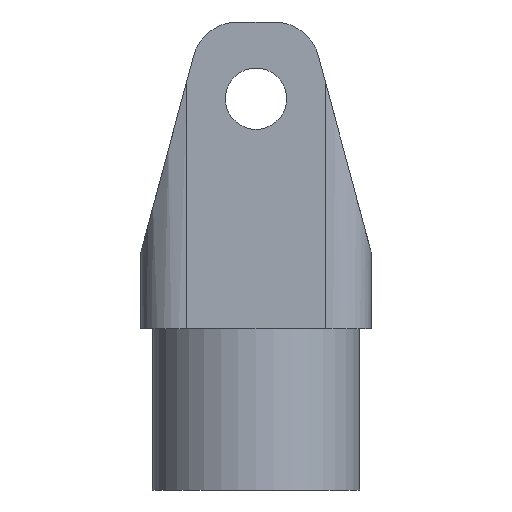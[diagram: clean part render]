
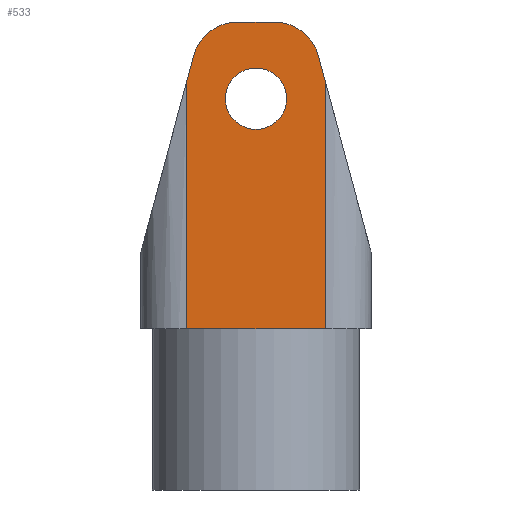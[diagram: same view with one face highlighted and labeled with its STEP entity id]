
A CAD part, left-side view. The second image highlights one B-rep face of the part: STEP entity #533.
In plain terms, the highlighted planar face has unit normal (-1, 0, 0).
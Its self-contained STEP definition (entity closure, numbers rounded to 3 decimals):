
#25=FACE_BOUND('',#103,.T.);
#37=CIRCLE('',#588,2.);
#38=CIRCLE('',#589,2.);
#39=CIRCLE('',#590,1.333);
#69=FACE_OUTER_BOUND('',#102,.T.);
#102=EDGE_LOOP('',(#384,#385,#386,#387,#388,#389,#390,#391));
#103=EDGE_LOOP('',(#392));
#139=LINE('',#836,#188);
#141=LINE('',#842,#190);
#142=LINE('',#845,#191);
#143=LINE('',#847,#192);
#144=LINE('',#851,#193);
#145=LINE('',#854,#194);
#188=VECTOR('',#667,6.667);
#190=VECTOR('',#673,6.667);
#191=VECTOR('',#676,6.667);
#192=VECTOR('',#677,6.667);
#193=VECTOR('',#680,6.667);
#194=VECTOR('',#683,6.667);
#236=VERTEX_POINT('',#822);
#242=VERTEX_POINT('',#834);
#243=VERTEX_POINT('',#838);
#245=VERTEX_POINT('',#844);
#246=VERTEX_POINT('',#846);
#247=VERTEX_POINT('',#848);
#248=VERTEX_POINT('',#850);
#249=VERTEX_POINT('',#852);
#250=VERTEX_POINT('',#855);
#295=EDGE_CURVE('',#242,#236,#139,.T.);
#298=EDGE_CURVE('',#236,#243,#141,.T.);
#299=EDGE_CURVE('',#245,#242,#142,.T.);
#300=EDGE_CURVE('',#245,#246,#143,.T.);
#301=EDGE_CURVE('',#247,#246,#37,.T.);
#302=EDGE_CURVE('',#247,#248,#144,.T.);
#303=EDGE_CURVE('',#249,#248,#38,.T.);
#304=EDGE_CURVE('',#249,#243,#145,.T.);
#305=EDGE_CURVE('',#250,#250,#39,.T.);
#384=ORIENTED_EDGE('',*,*,#298,.F.);
#385=ORIENTED_EDGE('',*,*,#295,.F.);
#386=ORIENTED_EDGE('',*,*,#299,.F.);
#387=ORIENTED_EDGE('',*,*,#300,.T.);
#388=ORIENTED_EDGE('',*,*,#301,.F.);
#389=ORIENTED_EDGE('',*,*,#302,.T.);
#390=ORIENTED_EDGE('',*,*,#303,.F.);
#391=ORIENTED_EDGE('',*,*,#304,.T.);
#392=ORIENTED_EDGE('',*,*,#305,.T.);
#513=PLANE('',#587);
#533=ADVANCED_FACE('',(#69,#25),#513,.T.);
#587=AXIS2_PLACEMENT_3D('',#843,#674,#675);
#588=AXIS2_PLACEMENT_3D('',#849,#678,#679);
#589=AXIS2_PLACEMENT_3D('',#853,#681,#682);
#590=AXIS2_PLACEMENT_3D('',#856,#684,#685);
#667=DIRECTION('',(0.,1.,0.));
#673=DIRECTION('',(0.,0.,1.));
#674=DIRECTION('center_axis',(-1.,0.,0.));
#675=DIRECTION('ref_axis',(0.,0.,1.));
#676=DIRECTION('',(0.,0.,-1.));
#677=DIRECTION('',(0.,0.259,0.966));
#678=DIRECTION('center_axis',(1.,0.,0.));
#679=DIRECTION('ref_axis',(0.,-0.609,0.793));
#680=DIRECTION('',(0.,1.,0.));
#681=DIRECTION('center_axis',(1.,0.,0.));
#682=DIRECTION('ref_axis',(0.,0.609,0.793));
#683=DIRECTION('',(0.,0.259,-0.966));
#684=DIRECTION('center_axis',(1.,0.,0.));
#685=DIRECTION('ref_axis',(0.,1.,0.));
#822=CARTESIAN_POINT('',(2.417,12.,1.25));
#834=CARTESIAN_POINT('',(2.417,6.,1.25));
#836=CARTESIAN_POINT('',(2.417,4.,1.25));
#838=CARTESIAN_POINT('',(2.417,12.,12.047));
#842=CARTESIAN_POINT('',(2.417,12.,4.583));
#843=CARTESIAN_POINT('Origin',(2.417,4.,1.25));
#844=CARTESIAN_POINT('',(2.417,6.,12.047));
#845=CARTESIAN_POINT('',(2.417,6.,4.583));
#846=CARTESIAN_POINT('',(2.417,6.282,13.101));
#847=CARTESIAN_POINT('',(2.417,4.923,8.028));
#848=CARTESIAN_POINT('',(2.417,8.214,14.583));
#849=CARTESIAN_POINT('Origin',(2.417,8.214,12.583));
#850=CARTESIAN_POINT('',(2.417,9.786,14.583));
#851=CARTESIAN_POINT('',(2.417,4.,14.583));
#852=CARTESIAN_POINT('',(2.417,11.718,13.101));
#853=CARTESIAN_POINT('Origin',(2.417,9.786,12.583));
#854=CARTESIAN_POINT('',(2.417,14.082,4.278));
#855=CARTESIAN_POINT('',(2.417,7.667,11.25));
#856=CARTESIAN_POINT('Origin',(2.417,9.,11.25));
